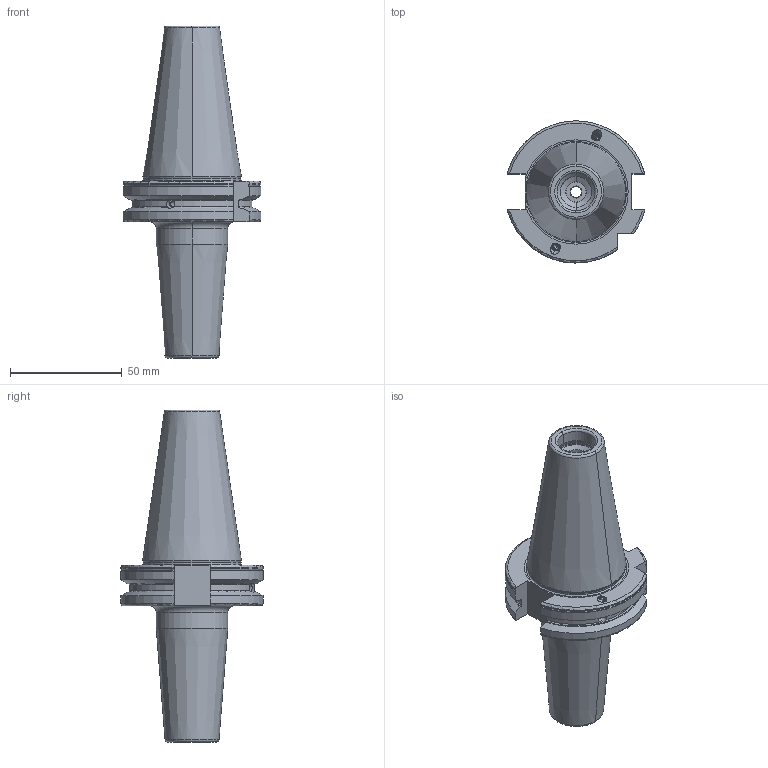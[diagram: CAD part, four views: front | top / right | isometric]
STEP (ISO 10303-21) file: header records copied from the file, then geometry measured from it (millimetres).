
FILE_DESCRIPTION((''),'2;1');
FILE_NAME('DC_403_70_12','2020-11-25T',('104091'),(''),'CREO PARAMETRIC BY PTC INC, 2016260','CREO PARAMETRIC BY PTC INC, 2016260','');
FILE_SCHEMA(('CONFIG_CONTROL_DESIGN'));
Length unit declared in the file: millimetre
Products named in the file (1): DC_403_70_12
Bounding box: 61.48 x 63.54 x 148.4 mm (x, y, z)
Volume: 136419.7 mm3; surface area: 28363.4 mm2
Topology: 1 solids, 1 shells, 206 faces, 508 edges, 311 vertices
Faces by surface type: plane 57, cone 54, cylinder 54, torus 41
Entity records: 6665 total; most frequent: CARTESIAN_POINT 1776, DIRECTION 1034, ORIENTED_EDGE 1012, EDGE_CURVE 506, AXIS2_PLACEMENT_3D 414, VERTEX_POINT 311, EDGE_LOOP 221, VECTOR 206
